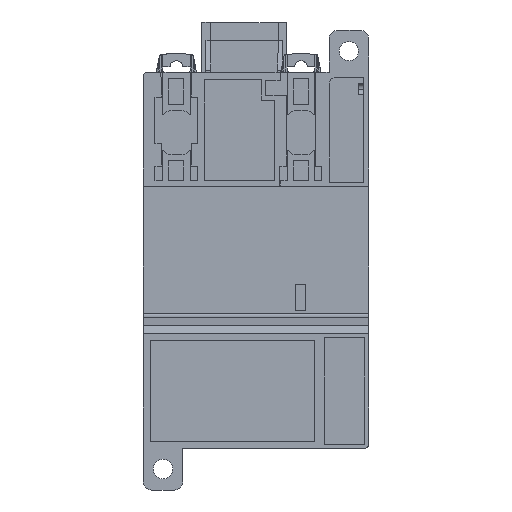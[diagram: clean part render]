
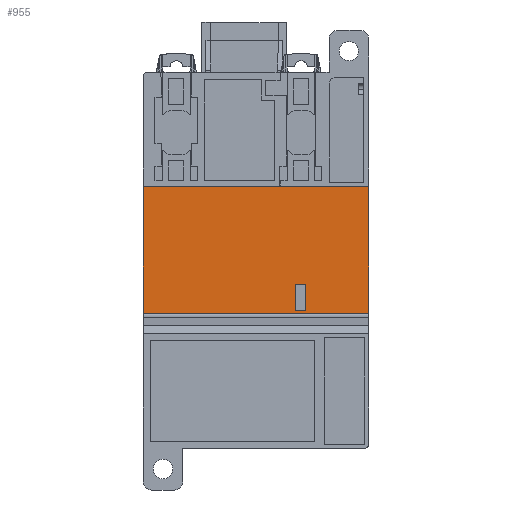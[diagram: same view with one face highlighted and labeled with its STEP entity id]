
A CAD part, front view. The second image highlights one B-rep face of the part: STEP entity #955.
In plain terms, the highlighted planar face has unit normal (0, -1, 0).
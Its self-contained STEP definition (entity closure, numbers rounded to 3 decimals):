
#955=ADVANCED_FACE('Corps principal',(#2170,#2171),#2172,.T.);
#2170=FACE_OUTER_BOUND('',#3679,.T.);
#2171=FACE_BOUND('',#3680,.T.);
#2172=PLANE('',#3681);
#3679=EDGE_LOOP('',(#6454,#6455,#6456,#6457));
#3680=EDGE_LOOP('',(#6458,#6459,#6460,#6461));
#3681=AXIS2_PLACEMENT_3D('',#6462,#6463,#6464);
#6454=ORIENTED_EDGE('',*,*,#9878,.F.);
#6455=ORIENTED_EDGE('',*,*,#9879,.T.);
#6456=ORIENTED_EDGE('',*,*,#9880,.T.);
#6457=ORIENTED_EDGE('',*,*,#9881,.F.);
#6458=ORIENTED_EDGE('',*,*,#9457,.F.);
#6459=ORIENTED_EDGE('',*,*,#9454,.F.);
#6460=ORIENTED_EDGE('',*,*,#9451,.F.);
#6461=ORIENTED_EDGE('',*,*,#9448,.F.);
#6462=CARTESIAN_POINT('',(53.8,2.363,-62.706));
#6463=DIRECTION('',(0.0,-1.0,0.0));
#6464=DIRECTION('',(0.0,0.0,-1.0));
#9448=EDGE_CURVE('',#11510,#11512,#11513,.F.);
#9451=EDGE_CURVE('',#11512,#11516,#11517,.T.);
#9454=EDGE_CURVE('',#11516,#11520,#11521,.F.);
#9457=EDGE_CURVE('',#11520,#11510,#11524,.T.);
#9878=EDGE_CURVE('',#12135,#12136,#12137,.F.);
#9879=EDGE_CURVE('',#12135,#12138,#12139,.F.);
#9880=EDGE_CURVE('',#12138,#12140,#12141,.T.);
#9881=EDGE_CURVE('',#12136,#12140,#12142,.T.);
#11510=VERTEX_POINT('',#14427);
#11512=VERTEX_POINT('',#14430);
#11513=LINE('',#14431,#14432);
#11516=VERTEX_POINT('',#14436);
#11517=LINE('',#14437,#14438);
#11520=VERTEX_POINT('',#14442);
#11521=LINE('',#14443,#14444);
#11524=LINE('',#14448,#14449);
#12135=VERTEX_POINT('',#15358);
#12136=VERTEX_POINT('',#15359);
#12137=LINE('',#15360,#15361);
#12138=VERTEX_POINT('',#15362);
#12139=LINE('',#15363,#15364);
#12140=VERTEX_POINT('',#15365);
#12141=LINE('',#15366,#15367);
#12142=LINE('',#15368,#15369);
#14427=CARTESIAN_POINT('',(38.757,2.363,-50.733));
#14430=CARTESIAN_POINT('',(36.223,2.363,-50.733));
#14431=CARTESIAN_POINT('',(37.49,2.363,-50.733));
#14432=VECTOR('',#17782,1.0);
#14436=CARTESIAN_POINT('',(36.223,2.363,-56.967));
#14437=CARTESIAN_POINT('',(36.223,2.363,-53.85));
#14438=VECTOR('',#17784,1.0);
#14442=CARTESIAN_POINT('',(38.757,2.363,-56.967));
#14443=CARTESIAN_POINT('',(37.49,2.363,-56.967));
#14444=VECTOR('',#17786,1.0);
#14448=CARTESIAN_POINT('',(38.757,2.363,-53.85));
#14449=VECTOR('',#17788,1.0);
#15358=CARTESIAN_POINT('',(53.8,2.363,-57.72));
#15359=CARTESIAN_POINT('',(-0.2,2.363,-57.72));
#15360=CARTESIAN_POINT('',(26.3,2.363,-57.72));
#15361=VECTOR('',#18179,1.0);
#15362=CARTESIAN_POINT('',(53.8,2.363,-27.351));
#15363=CARTESIAN_POINT('',(53.8,2.363,-42.536));
#15364=VECTOR('',#18180,1.0);
#15365=CARTESIAN_POINT('',(-0.2,2.363,-27.351));
#15366=CARTESIAN_POINT('',(26.8,2.363,-27.351));
#15367=VECTOR('',#18181,1.0);
#15368=CARTESIAN_POINT('',(-0.2,2.363,-42.536));
#15369=VECTOR('',#18182,1.0);
#17782=DIRECTION('',(1.0,0.0,0.0));
#17784=DIRECTION('',(0.0,0.0,-1.0));
#17786=DIRECTION('',(-1.0,0.0,0.0));
#17788=DIRECTION('',(0.0,0.0,1.0));
#18179=DIRECTION('',(1.0,0.0,0.0));
#18180=DIRECTION('',(0.0,0.0,-1.0));
#18181=DIRECTION('',(-1.0,0.0,0.0));
#18182=DIRECTION('',(0.0,0.0,1.0));
